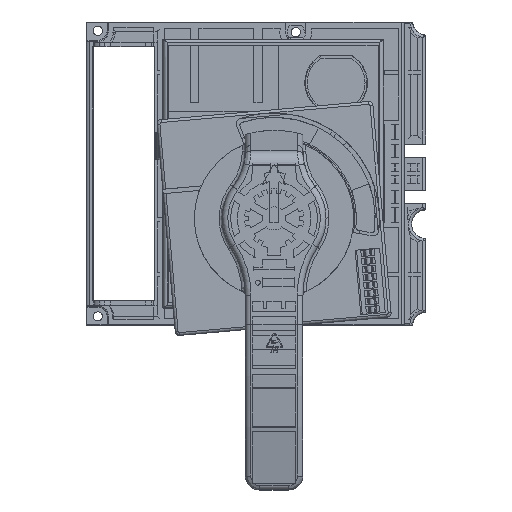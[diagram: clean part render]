
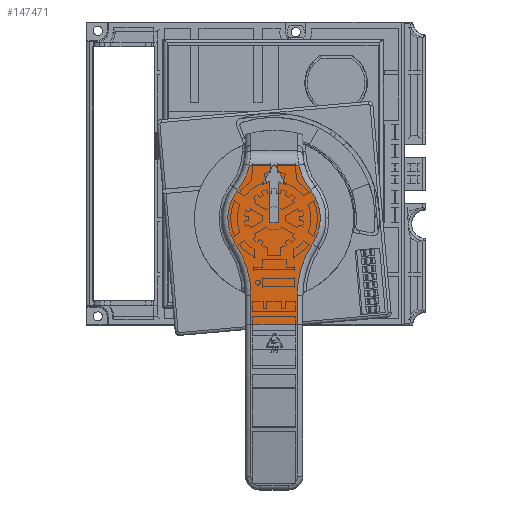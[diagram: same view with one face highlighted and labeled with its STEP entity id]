
A CAD part, front view. The second image highlights one B-rep face of the part: STEP entity #147471.
In plain terms, the highlighted planar face has unit normal (0, -1, 0).
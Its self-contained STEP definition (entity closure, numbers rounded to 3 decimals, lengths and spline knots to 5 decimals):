
#135139=DIRECTION('',(0.,0.,-1.));
#135140=VECTOR('',#135139,0.01016);
#135141=CARTESIAN_POINT('',(0.018,-0.581,0.01047));
#135142=LINE('',#135141,#135140);
#135227=DIRECTION('',(-1.,0.,0.));
#135228=VECTOR('',#135227,0.016);
#135229=CARTESIAN_POINT('',(0.018,-0.581,0.00031));
#135230=LINE('',#135229,#135228);
#135261=DIRECTION('',(0.,0.,1.));
#135262=VECTOR('',#135261,0.01016);
#135263=CARTESIAN_POINT('',(0.002,-0.581,0.00031));
#135264=LINE('',#135263,#135262);
#136292=DIRECTION('',(1.,0.,0.));
#136293=VECTOR('',#136292,0.00854);
#136294=CARTESIAN_POINT('',(0.01,-0.581,0.0555));
#136295=LINE('',#136294,#136293);
#136296=DIRECTION('',(1.,0.,0.));
#136297=VECTOR('',#136296,0.00854);
#136298=CARTESIAN_POINT('',(0.00146,-0.581,
0.0555));
#136299=LINE('',#136298,#136297);
#136308=CARTESIAN_POINT('',(0.00146,-0.581,
0.0555));
#136314=CARTESIAN_POINT('',(0.0118,-0.581,0.04942));
#136315=DIRECTION('',(0.,-1.,0.));
#136316=DIRECTION('',(0.5,0.,0.866));
#136317=AXIS2_PLACEMENT_3D('',#136314,#136315,#136316);
#136319=DIRECTION('',(-0.866,0.,0.5));
#136320=VECTOR('',#136319,0.00182);
#136321=CARTESIAN_POINT('',(0.01353,-0.581,0.04877));
#136322=LINE('',#136321,#136320);
#136323=CARTESIAN_POINT('',(0.01368,-0.581,0.04903));
#136324=DIRECTION('',(0.,1.,0.));
#136325=DIRECTION('',(0.866,0.,0.5));
#136326=AXIS2_PLACEMENT_3D('',#136323,#136324,#136325);
#136328=DIRECTION('',(0.5,0.,-0.866));
#136329=VECTOR('',#136328,0.00701);
#136330=CARTESIAN_POINT('',(0.01043,-0.581,0.05525));
#136331=LINE('',#136330,#136329);
#136332=CARTESIAN_POINT('',(0.01,-0.581,0.055));
#136333=DIRECTION('',(0.,1.,0.));
#136334=DIRECTION('',(0.,0.,1.));
#136335=AXIS2_PLACEMENT_3D('',#136332,#136333,#136334);
#136337=CARTESIAN_POINT('',(0.04,-0.581,0.06033));
#136338=DIRECTION('',(0.,1.,0.));
#136339=DIRECTION('',(-0.789,0.,-0.614));
#136340=AXIS2_PLACEMENT_3D('',#136337,#136338,#136339);
#136342=CARTESIAN_POINT('',(0.01,-0.581,0.037));
#136343=DIRECTION('',(0.,-1.,0.));
#136344=DIRECTION('',(0.833,0.,-0.553));
#136345=AXIS2_PLACEMENT_3D('',#136342,#136343,#136344);
#136347=CARTESIAN_POINT('',(0.05,-0.581,0.01047));
#136348=DIRECTION('',(0.,1.,0.));
#136349=DIRECTION('',(-1.,0.,0.));
#136350=AXIS2_PLACEMENT_3D('',#136347,#136348,#136349);
#136352=CARTESIAN_POINT('',(-0.03,-0.581,0.01047));
#136353=DIRECTION('',(0.,1.,0.));
#136354=DIRECTION('',(0.833,0.,0.553));
#136355=AXIS2_PLACEMENT_3D('',#136352,#136353,#136354);
#136357=CARTESIAN_POINT('',(0.01,-0.581,0.037));
#136358=DIRECTION('',(0.,-1.,0.));
#136359=DIRECTION('',(-0.79,0.,0.614));
#136360=AXIS2_PLACEMENT_3D('',#136357,#136358,#136359);
#136362=CARTESIAN_POINT('',(-0.02,-0.581,0.06033));
#136363=DIRECTION('',(0.,1.,0.));
#136364=DIRECTION('',(0.976,0.,-0.219));
#136365=AXIS2_PLACEMENT_3D('',#136362,#136363,#136364);
#136367=CARTESIAN_POINT('',(0.01,-0.581,0.055));
#136368=DIRECTION('',(0.,1.,0.));
#136369=DIRECTION('',(-0.866,0.,0.5));
#136370=AXIS2_PLACEMENT_3D('',#136367,#136368,#136369);
#136372=DIRECTION('',(0.5,0.,0.866));
#136373=VECTOR('',#136372,0.00706);
#136374=CARTESIAN_POINT('',(0.00604,-0.581,0.04913));
#136375=LINE('',#136374,#136373);
#136376=CARTESIAN_POINT('',(0.00632,-0.581,0.04904));
#136377=DIRECTION('',(0.,1.,0.));
#136378=DIRECTION('',(-1.,0.,0.));
#136379=AXIS2_PLACEMENT_3D('',#136376,#136377,#136378);
#136381=CARTESIAN_POINT('',(0.00632,-0.581,0.04904));
#136382=DIRECTION('',(0.,1.,0.));
#136383=DIRECTION('',(0.223,0.,-0.975));
#136384=AXIS2_PLACEMENT_3D('',#136381,#136382,#136383);
#136386=DIRECTION('',(-0.872,0.,-0.489));
#136387=VECTOR('',#136386,0.00191);
#136388=CARTESIAN_POINT('',(0.00805,-0.581,0.04968));
#136389=LINE('',#136388,#136387);
#136390=CARTESIAN_POINT('',(0.0085,-0.581,0.04942));
#136391=CARTESIAN_POINT('',(0.0085,-0.581,0.04948));
#136392=CARTESIAN_POINT('',(0.00847,-0.581,0.04958));
#136393=CARTESIAN_POINT('',(0.00836,-0.581,0.04969));
#136394=CARTESIAN_POINT('',(0.0082,-0.581,0.04973));
#136395=CARTESIAN_POINT('',(0.0081,-0.581,0.04971));
#136396=CARTESIAN_POINT('',(0.00805,-0.581,0.04968));
#136410=DIRECTION('',(0.,0.,1.));
#136411=VECTOR('',#136410,0.01392);
#136412=CARTESIAN_POINT('',(0.0115,-0.581,0.0355));
#136413=LINE('',#136412,#136411);
#136499=DIRECTION('',(0.,0.,-1.));
#136500=VECTOR('',#136499,0.01392);
#136501=CARTESIAN_POINT('',(0.0085,-0.581,0.04942));
#136502=LINE('',#136501,#136500);
#136511=DIRECTION('',(1.,0.,0.));
#136512=VECTOR('',#136511,0.003);
#136513=CARTESIAN_POINT('',(0.0085,-0.581,0.0355));
#136514=LINE('',#136513,#136512);
#138125=CARTESIAN_POINT('',(0.02333,-0.581,0.02816));
#138126=VERTEX_POINT('',#138125);
#138127=CARTESIAN_POINT('',(0.02263,-0.581,0.04682));
#138128=VERTEX_POINT('',#138127);
#138129=CARTESIAN_POINT('',(0.018,-0.581,0.01047));
#138130=VERTEX_POINT('',#138129);
#138131=CARTESIAN_POINT('',(0.018,-0.581,0.00031));
#138132=VERTEX_POINT('',#138131);
#138258=CARTESIAN_POINT('',(0.002,-0.581,0.00031));
#138259=VERTEX_POINT('',#138258);
#138260=CARTESIAN_POINT('',(0.002,-0.581,0.01047));
#138261=VERTEX_POINT('',#138260);
#138264=CARTESIAN_POINT('',(-0.00333,-0.581,0.02816));
#138265=VERTEX_POINT('',#138264);
#138284=VERTEX_POINT('',#136308);
#138285=CARTESIAN_POINT('',(0.01,-0.581,0.0555));
#138286=CARTESIAN_POINT('',(0.01854,-0.581,
0.0555));
#138287=VERTEX_POINT('',#138285);
#138288=VERTEX_POINT('',#138286);
#138289=CARTESIAN_POINT('',(0.01353,-0.581,0.04877));
#138290=CARTESIAN_POINT('',(0.01195,-0.581,0.04968));
#138291=VERTEX_POINT('',#138289);
#138292=VERTEX_POINT('',#138290);
#138293=CARTESIAN_POINT('',(0.01394,-0.581,0.04918));
#138294=VERTEX_POINT('',#138293);
#138295=CARTESIAN_POINT('',(0.01043,-0.581,0.05525));
#138296=VERTEX_POINT('',#138295);
#138297=CARTESIAN_POINT('',(-0.00263,-0.581,0.04682));
#138298=VERTEX_POINT('',#138297);
#138299=CARTESIAN_POINT('',(0.00957,-0.581,0.05525));
#138300=VERTEX_POINT('',#138299);
#138301=CARTESIAN_POINT('',(0.00604,-0.581,0.04913));
#138302=VERTEX_POINT('',#138301);
#138303=CARTESIAN_POINT('',(0.00639,-0.581,0.04874));
#138304=CARTESIAN_POINT('',(0.00602,-0.581,0.04904));
#138305=VERTEX_POINT('',#138303);
#138306=VERTEX_POINT('',#138304);
#138307=CARTESIAN_POINT('',(0.00805,-0.581,0.04968));
#138308=VERTEX_POINT('',#138307);
#138309=VERTEX_POINT('',#136390);
#138310=CARTESIAN_POINT('',(0.0085,-0.581,0.0355));
#138311=VERTEX_POINT('',#138310);
#138312=CARTESIAN_POINT('',(0.0115,-0.581,0.0355));
#138313=VERTEX_POINT('',#138312);
#138314=CARTESIAN_POINT('',(0.0115,-0.581,0.04942));
#138315=VERTEX_POINT('',#138314);
#147423=CARTESIAN_POINT('',(0.01,-0.581,0.037));
#147424=DIRECTION('',(0.,-1.,0.));
#147425=DIRECTION('',(1.,0.,0.));
#147426=AXIS2_PLACEMENT_3D('',#147423,#147424,#147425);
#147427=PLANE('',#147426);
#147429=ORIENTED_EDGE('',*,*,#147428,.F.);
#147431=ORIENTED_EDGE('',*,*,#147430,.F.);
#147433=ORIENTED_EDGE('',*,*,#147432,.F.);
#147435=ORIENTED_EDGE('',*,*,#147434,.F.);
#147437=ORIENTED_EDGE('',*,*,#147436,.F.);
#147438=ORIENTED_EDGE('',*,*,#147406,.T.);
#147439=ORIENTED_EDGE('',*,*,#145434,.F.);
#147440=ORIENTED_EDGE('',*,*,#145456,.F.);
#147441=ORIENTED_EDGE('',*,*,#145477,.F.);
#147442=ORIENTED_EDGE('',*,*,#145498,.T.);
#147443=ORIENTED_EDGE('',*,*,#145739,.T.);
#147444=ORIENTED_EDGE('',*,*,#145783,.T.);
#147445=ORIENTED_EDGE('',*,*,#145805,.F.);
#147447=ORIENTED_EDGE('',*,*,#147446,.F.);
#147449=ORIENTED_EDGE('',*,*,#147448,.F.);
#147450=ORIENTED_EDGE('',*,*,#147408,.T.);
#147452=ORIENTED_EDGE('',*,*,#147451,.F.);
#147454=ORIENTED_EDGE('',*,*,#147453,.F.);
#147456=ORIENTED_EDGE('',*,*,#147455,.F.);
#147458=ORIENTED_EDGE('',*,*,#147457,.F.);
#147460=ORIENTED_EDGE('',*,*,#147459,.F.);
#147462=ORIENTED_EDGE('',*,*,#147461,.F.);
#147464=ORIENTED_EDGE('',*,*,#147463,.T.);
#147466=ORIENTED_EDGE('',*,*,#147465,.T.);
#147468=ORIENTED_EDGE('',*,*,#147467,.T.);
#147469=EDGE_LOOP('',(#147429,#147431,#147433,#147435,#147437,#147438,#147439,
#147440,#147441,#147442,#147443,#147444,#147445,#147447,#147449,#147450,#147452,
#147454,#147456,#147458,#147460,#147462,#147464,#147466,#147468));
#147470=FACE_OUTER_BOUND('',#147469,.F.);
#147471=ADVANCED_FACE('',(#147470),#147427,.T.);
#136318=CIRCLE('',#136317,0.0003);
#136327=CIRCLE('',#136326,0.0003);
#136336=CIRCLE('',#136335,0.0005);
#136341=CIRCLE('',#136340,0.022);
#136346=CIRCLE('',#136345,0.016);
#136351=CIRCLE('',#136350,0.032);
#136356=CIRCLE('',#136355,0.032);
#136361=CIRCLE('',#136360,0.016);
#136366=CIRCLE('',#136365,0.022);
#136371=CIRCLE('',#136370,0.0005);
#136380=CIRCLE('',#136379,0.0003);
#136385=CIRCLE('',#136384,0.0003);
#136397=B_SPLINE_CURVE_WITH_KNOTS('',3,(#136390,#136391,#136392,#136393,#136394,
#136395,#136396),.UNSPECIFIED.,.F.,.F.,(4,1,1,1,4),(0.,0.25,0.5,0.75,
1.),.UNSPECIFIED.);
#145434=EDGE_CURVE('',#138128,#138288,#136341,.T.);
#145456=EDGE_CURVE('',#138126,#138128,#136346,.T.);
#145477=EDGE_CURVE('',#138130,#138126,#136351,.T.);
#145498=EDGE_CURVE('',#138130,#138132,#135142,.T.);
#145739=EDGE_CURVE('',#138132,#138259,#135230,.T.);
#145783=EDGE_CURVE('',#138259,#138261,#135264,.T.);
#145805=EDGE_CURVE('',#138265,#138261,#136356,.T.);
#147406=EDGE_CURVE('',#138287,#138288,#136295,.T.);
#147408=EDGE_CURVE('',#138284,#138287,#136299,.T.);
#147428=EDGE_CURVE('',#138292,#138315,#136318,.T.);
#147430=EDGE_CURVE('',#138291,#138292,#136322,.T.);
#147432=EDGE_CURVE('',#138294,#138291,#136327,.T.);
#147434=EDGE_CURVE('',#138296,#138294,#136331,.T.);
#147436=EDGE_CURVE('',#138287,#138296,#136336,.T.);
#147446=EDGE_CURVE('',#138298,#138265,#136361,.T.);
#147448=EDGE_CURVE('',#138284,#138298,#136366,.T.);
#147451=EDGE_CURVE('',#138300,#138287,#136371,.T.);
#147453=EDGE_CURVE('',#138302,#138300,#136375,.T.);
#147455=EDGE_CURVE('',#138306,#138302,#136380,.T.);
#147457=EDGE_CURVE('',#138305,#138306,#136385,.T.);
#147459=EDGE_CURVE('',#138308,#138305,#136389,.T.);
#147461=EDGE_CURVE('',#138309,#138308,#136397,.T.);
#147463=EDGE_CURVE('',#138309,#138311,#136502,.T.);
#147465=EDGE_CURVE('',#138311,#138313,#136514,.T.);
#147467=EDGE_CURVE('',#138313,#138315,#136413,.T.);
